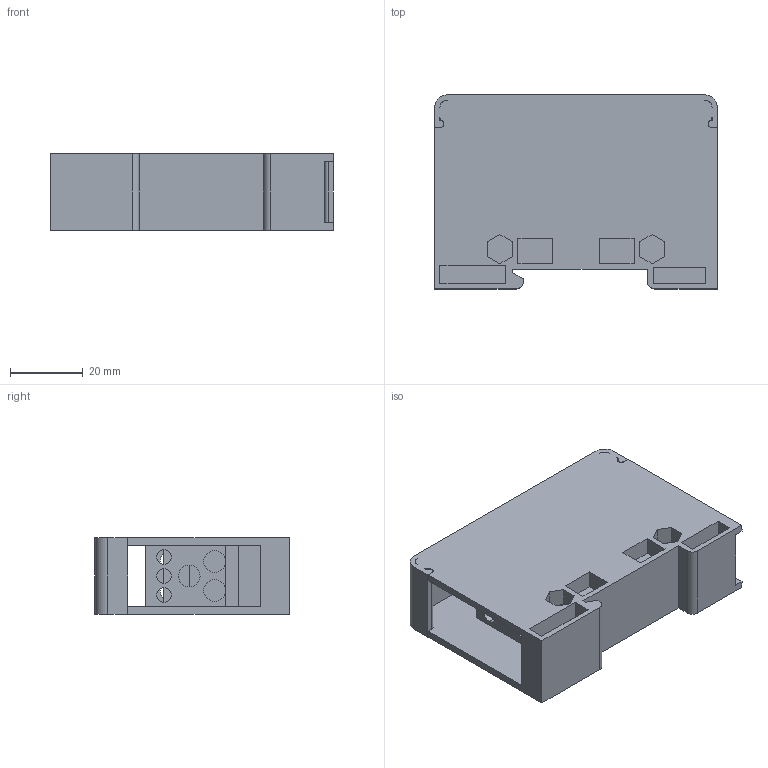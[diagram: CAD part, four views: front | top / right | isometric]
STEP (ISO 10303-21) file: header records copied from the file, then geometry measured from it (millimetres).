
FILE_DESCRIPTION((''),'2;1');
FILE_NAME('UJFX1-35_9_4','2023-06-21T',('ASUS'),(''),'PRO/ENGINEER BY PARAMETRIC TECHNOLOGY CORPORATION, 2013230','PRO/ENGINEER BY PARAMETRIC TECHNOLOGY CORPORATION, 2013230','');
FILE_SCHEMA(('CONFIG_CONTROL_DESIGN'));
Length unit declared in the file: millimetre
Products named in the file (1): UJFX1-35_9_4
Bounding box: 78 x 53.5 x 21 mm (x, y, z)
Volume: 40689.2 mm3; surface area: 25621.6 mm2
Topology: 1 solids, 1 shells, 171 faces, 484 edges, 316 vertices
Faces by surface type: plane 127, cylinder 38, cone 6
Entity records: 5601 total; most frequent: CARTESIAN_POINT 1018, ORIENTED_EDGE 968, DIRECTION 910, EDGE_CURVE 484, VECTOR 380, LINE 380, VERTEX_POINT 316, AXIS2_PLACEMENT_3D 265
